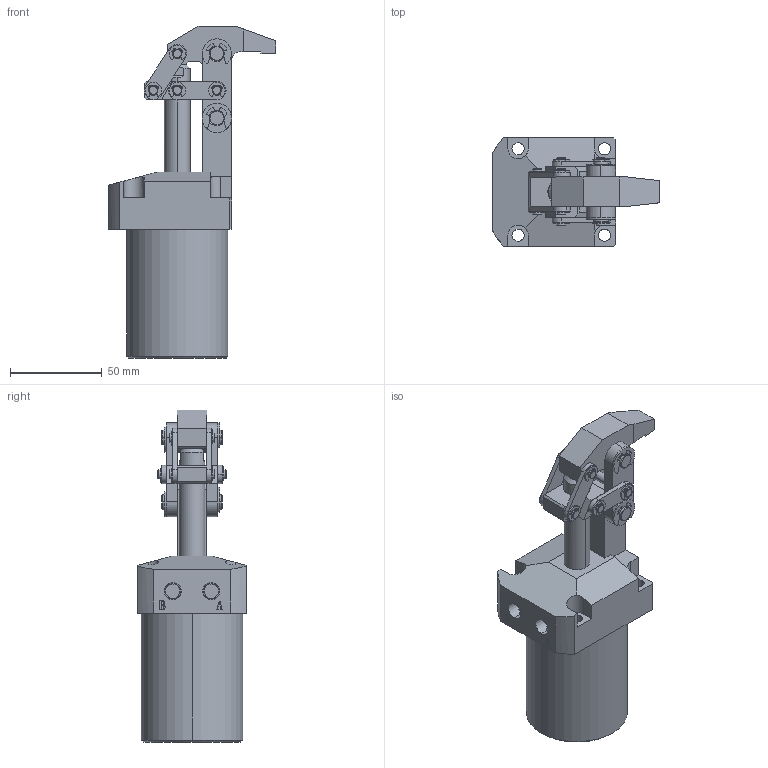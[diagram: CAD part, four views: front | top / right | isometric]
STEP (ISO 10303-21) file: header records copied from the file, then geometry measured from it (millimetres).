
FILE_DESCRIPTION (( 'STEP AP203' ), '1' );
FILE_NAME ('HLF5H-32G.STEP', '2019-10-12T09:15:31', ( '微软用户' ), ( '微软中国' ), 'SwSTEP 2.0', 'SolidWorks 2012', '' );
FILE_SCHEMA (( 'CONFIG_CONTROL_DESIGN' ));
Length unit declared in the file: millimetre
Products named in the file (13): HLF5H-32G; e rings gb_GB_CONNECTING_PIECE_RINGS_HR 8; e rings gb_GB_CONNECTING_PIECE_RINGS_HR 4; HLF5H-32-揤旋; HLF5H-32-种隊3; HLF5H-32-种隊2; HLF5H-32-种隊1; HLF5H-32-杶啣; HLF5H-32-蟀裝3; HLF5H-32-蟀裝2; HLF5H-32-蟀裝1; HLF5H-32-活塞杆; HLF5H-32G-掛极
Assembly tree (28 placements, depth 2):
  HLF5H-32G
    HLF5H-32G-掛极
    HLF5H-32-活塞杆
    HLF5H-32-蟀裝1  x2
    HLF5H-32-蟀裝2  x2
    HLF5H-32-蟀裝3  x2
    HLF5H-32-杶啣
    HLF5H-32-种隊1  x2
    HLF5H-32-种隊2  x2
    HLF5H-32-种隊3  x2
    HLF5H-32-揤旋
    e rings gb_GB_CONNECTING_PIECE_RINGS_HR 4  x8
    e rings gb_GB_CONNECTING_PIECE_RINGS_HR 8  x4
Bounding box: 91 x 59 x 180.5 mm (x, y, z)
Volume: 290110.3 mm3; surface area: 68246.8 mm2
Topology: 28 solids, 28 shells, 761 faces, 1894 edges, 1224 vertices
Faces by surface type: cylinder 352, plane 279, cone 108, bspline 16, torus 6
Entity records: 14754 total; most frequent: CARTESIAN_POINT 3256, DIRECTION 2089, ORIENTED_EDGE 1954, EDGE_CURVE 977, AXIS2_PLACEMENT_3D 759, VERTEX_POINT 626, VECTOR 571, LINE 571
